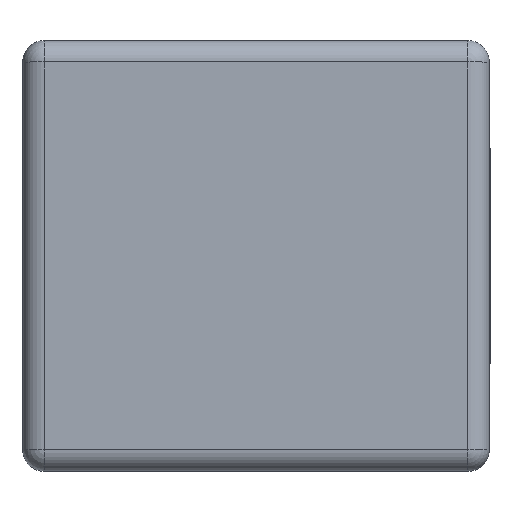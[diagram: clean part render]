
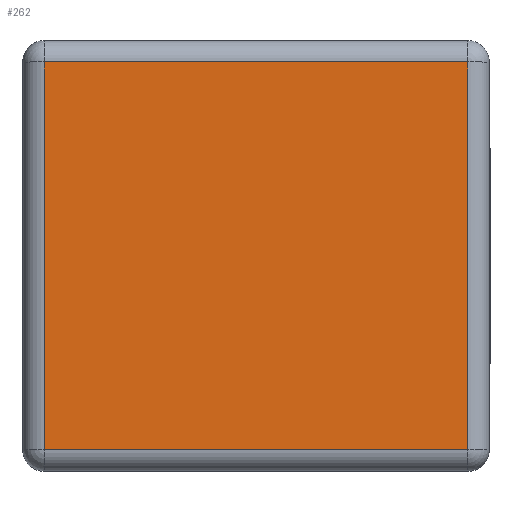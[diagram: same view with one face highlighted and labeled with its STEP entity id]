
A CAD part, top view. The second image highlights one B-rep face of the part: STEP entity #262.
In plain terms, the highlighted planar face has unit normal (0, 0, 1).
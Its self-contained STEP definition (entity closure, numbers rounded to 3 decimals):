
#13=DIRECTION('',(0.,0.,1.));
#27=VECTOR('',#28,1.);
#28=DIRECTION('',(0.,1.,0.));
#68=DIRECTION('',(1.,0.,0.));
#74=VERTEX_POINT('',#75);
#75=CARTESIAN_POINT('',(-2.95,-2.7,3.));
#82=EDGE_CURVE('',#74,#83,#85,.T.);
#83=VERTEX_POINT('',#84);
#84=CARTESIAN_POINT('',(-2.95,2.7,3.));
#85=LINE('',#75,#27);
#134=VECTOR('',#68,1.);
#262=ADVANCED_FACE('',(#263),#283,.T.);
#263=FACE_BOUND('',#264,.T.);
#264=EDGE_LOOP('',(#265,#266,#273,#280));
#265=ORIENTED_EDGE('',*,*,#82,.F.);
#266=ORIENTED_EDGE('',*,*,#267,.F.);
#267=EDGE_CURVE('',#268,#74,#270,.T.);
#268=VERTEX_POINT('',#269);
#269=CARTESIAN_POINT('',(2.95,-2.7,3.));
#270=LINE('',#269,#271);
#271=VECTOR('',#272,1.);
#272=DIRECTION('',(-1.,-0.,-0.));
#273=ORIENTED_EDGE('',*,*,#274,.F.);
#274=EDGE_CURVE('',#275,#268,#277,.T.);
#275=VERTEX_POINT('',#276);
#276=CARTESIAN_POINT('',(2.95,2.7,3.));
#277=LINE('',#276,#278);
#278=VECTOR('',#279,1.);
#279=DIRECTION('',(-0.,-1.,-0.));
#280=ORIENTED_EDGE('',*,*,#281,.F.);
#281=EDGE_CURVE('',#83,#275,#282,.T.);
#282=LINE('',#84,#134);
#283=PLANE('',#284);
#284=AXIS2_PLACEMENT_3D('',#285,#13,#68);
#285=CARTESIAN_POINT('',(-3.25,-3.,3.));
